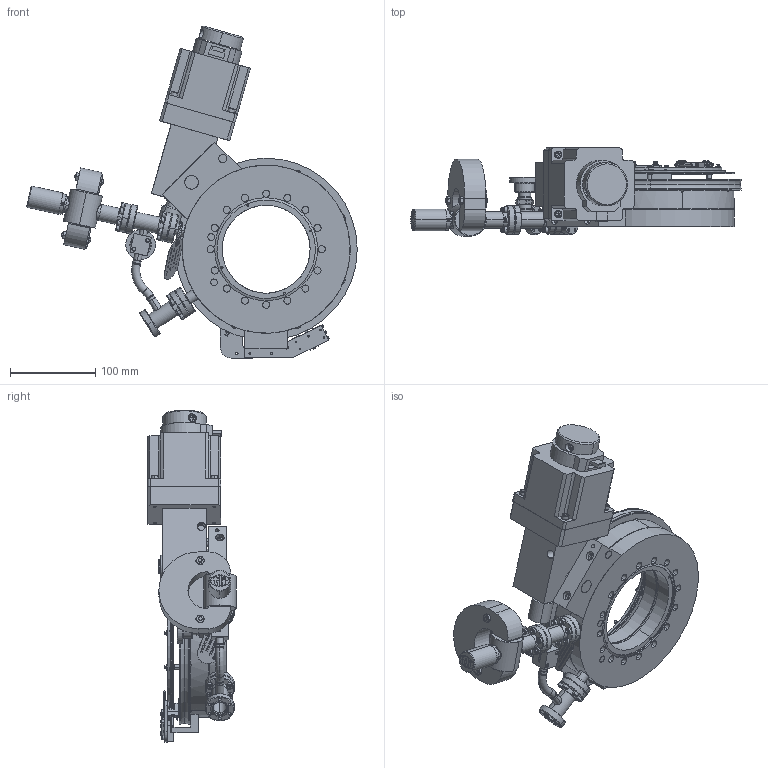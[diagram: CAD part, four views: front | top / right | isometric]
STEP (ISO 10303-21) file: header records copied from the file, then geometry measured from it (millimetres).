
FILE_DESCRIPTION (( 'STEP AP214' ), '1' );
FILE_NAME ('QN112447-01, SYSTEM LAYOUT, AP214.STEP', '2021-03-16T17:53:59', ( '' ), ( '' ), 'SwSTEP 2.0', 'SolidWorks 2010', '' );
FILE_SCHEMA (( 'AUTOMOTIVE_DESIGN' ));
Length unit declared in the file: inch
Products named in the file (1): QN112447-01, SYSTEM LAYOUT, AP214
Bounding box: 387.12 x 103.28 x 388.98 mm (x, y, z)
Surface area: 425230.9 mm2 (no closed solid volume)
Topology: 0 solids, 241 shells, 1805 faces, 8816 edges, 6780 vertices
Faces by surface type: plane 942, cylinder 571, cone 245, torus 20, sphere 16, bspline 11
Entity records: 120017 total; most frequent: CARTESIAN_POINT 26589, DIRECTION 14765, ORIENTED_EDGE 12344, EDGE_CURVE 8758, VERTEX_POINT 6780, LINE 5445, VECTOR 5445, AXIS2_PLACEMENT_3D 4660
